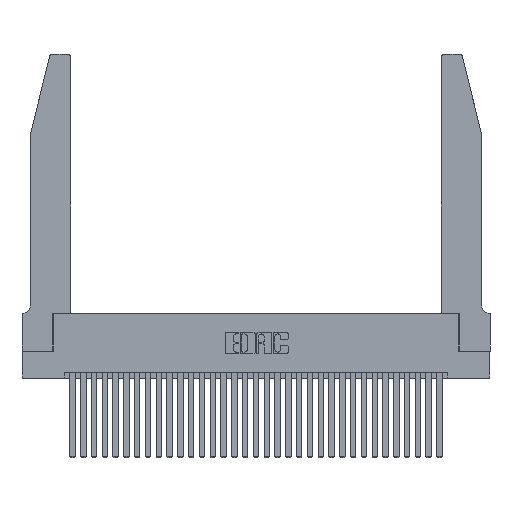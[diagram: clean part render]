
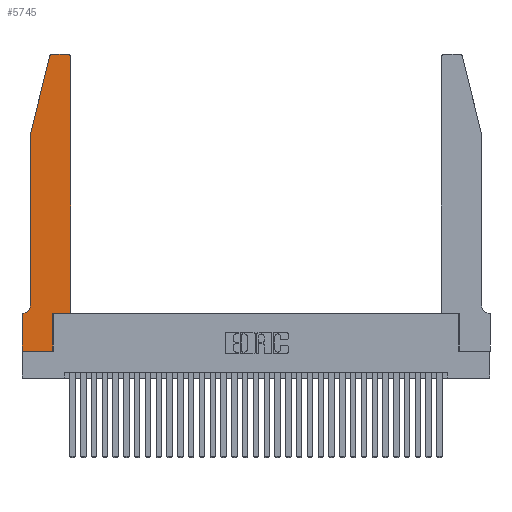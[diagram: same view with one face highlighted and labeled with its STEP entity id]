
A CAD part, top view. The second image highlights one B-rep face of the part: STEP entity #5745.
In plain terms, the highlighted planar face has unit normal (0, 0, 1).
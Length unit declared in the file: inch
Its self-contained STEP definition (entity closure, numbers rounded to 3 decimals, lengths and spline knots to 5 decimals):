
#610 = LINE ( 'NONE', #24235, #5783 ) ;
#982 = VERTEX_POINT ( 'NONE', #19034 ) ;
#1658 = CARTESIAN_POINT ( 'NONE',  ( 0., 0., 0.37 ) ) ;
#2175 = VERTEX_POINT ( 'NONE', #19711 ) ;
#2297 = EDGE_CURVE ( 'NONE', #982, #19419, #11254, .T. ) ;
#2809 = DIRECTION ( 'NONE',  ( 1., 0., 0. ) ) ;
#3069 = VECTOR ( 'NONE', #19135, 39.37008 ) ;
#3376 = CARTESIAN_POINT ( 'NONE',  ( 0.25487, 2.72718, 0.37 ) ) ;
#4110 = VERTEX_POINT ( 'NONE', #6462 ) ;
#4229 = DIRECTION ( 'NONE',  ( 0., -1., 0. ) ) ;
#4657 = LINE ( 'NONE', #24719, #5444 ) ;
#4999 = LINE ( 'NONE', #20150, #25702 ) ;
#5114 = ORIENTED_EDGE ( 'NONE', *, *, #9186, .T. ) ;
#5170 = CARTESIAN_POINT ( 'NONE',  ( 0.284, 2.75, 0.37 ) ) ;
#5292 = EDGE_CURVE ( 'NONE', #9565, #10200, #29121, .T. ) ;
#5373 = VERTEX_POINT ( 'NONE', #26762 ) ;
#5444 = VECTOR ( 'NONE', #9492, 39.37008 ) ;
#5745 = ADVANCED_FACE ( 'NONE', ( #21522 ), #28512, .T. ) ;
#5783 = VECTOR ( 'NONE', #23910, 39.37008 ) ;
#6462 = CARTESIAN_POINT ( 'NONE',  ( 0., 0.35, 0.37 ) ) ;
#6680 = CARTESIAN_POINT ( 'NONE',  ( 0.0755, 0.42, 0.37 ) ) ;
#6825 = CARTESIAN_POINT ( 'NONE',  ( 0., 0., 0.37 ) ) ;
#7327 = VERTEX_POINT ( 'NONE', #31588 ) ;
#7764 = EDGE_CURVE ( 'NONE', #5373, #7327, #30609, .T. ) ;
#7797 = CARTESIAN_POINT ( 'NONE',  ( 0., 0.35, 0.37 ) ) ;
#8287 = DIRECTION ( 'NONE',  ( -1., 0., 0. ) ) ;
#8328 = EDGE_CURVE ( 'NONE', #30650, #5373, #31385, .T. ) ;
#8521 = ORIENTED_EDGE ( 'NONE', *, *, #8877, .T. ) ;
#8589 = CARTESIAN_POINT ( 'NONE',  ( 0.284, 2.72, 0.37 ) ) ;
#8716 = ORIENTED_EDGE ( 'NONE', *, *, #8328, .T. ) ;
#8877 = EDGE_CURVE ( 'NONE', #2175, #9565, #4999, .T. ) ;
#8920 = EDGE_CURVE ( 'NONE', #10200, #4110, #23332, .T. ) ;
#9186 = EDGE_CURVE ( 'NONE', #7327, #32790, #610, .T. ) ;
#9241 = ORIENTED_EDGE ( 'NONE', *, *, #2297, .T. ) ;
#9348 = DIRECTION ( 'NONE',  ( 1., 0., 0. ) ) ;
#9358 = DIRECTION ( 'NONE',  ( 0., 1., 0. ) ) ;
#9462 = CARTESIAN_POINT ( 'NONE',  ( 0.2865, 0.35, 0.37 ) ) ;
#9492 = DIRECTION ( 'NONE',  ( -1., 0., 0. ) ) ;
#9559 = EDGE_CURVE ( 'NONE', #4110, #30650, #23686, .T. ) ;
#9565 = VERTEX_POINT ( 'NONE', #6680 ) ;
#9788 = VECTOR ( 'NONE', #8287, 39.37008 ) ;
#9832 = ORIENTED_EDGE ( 'NONE', *, *, #28824, .T. ) ;
#10200 = VERTEX_POINT ( 'NONE', #28886 ) ;
#10555 = CIRCLE ( 'NONE', #31846, 0.03 ) ;
#11254 = CIRCLE ( 'NONE', #22533, 0.03 ) ;
#12423 = DIRECTION ( 'NONE',  ( -0.239, -0.971, 0. ) ) ;
#12502 = EDGE_CURVE ( 'NONE', #32790, #982, #22967, .T. ) ;
#12937 = DIRECTION ( 'NONE',  ( 0., 0., 1. ) ) ;
#13736 = DIRECTION ( 'NONE',  ( 1., 0., 0. ) ) ;
#15236 = DIRECTION ( 'NONE',  ( -1., 0., 0. ) ) ;
#16186 = VECTOR ( 'NONE', #17165, 39.37008 ) ;
#16213 = CARTESIAN_POINT ( 'NONE',  ( 0.4205, 2.75, 0.37 ) ) ;
#17044 = ORIENTED_EDGE ( 'NONE', *, *, #7764, .T. ) ;
#17165 = DIRECTION ( 'NONE',  ( 0., 1., 0. ) ) ;
#17547 = LINE ( 'NONE', #20327, #26707 ) ;
#17957 = DIRECTION ( 'NONE',  ( 0., 0., 1. ) ) ;
#18320 = CARTESIAN_POINT ( 'NONE',  ( 0.0755, 0.35, 0.37 ) ) ;
#18509 = VECTOR ( 'NONE', #4229, 39.37008 ) ;
#19034 = CARTESIAN_POINT ( 'NONE',  ( 0.4505, 2.72, 0.37 ) ) ;
#19122 = ORIENTED_EDGE ( 'NONE', *, *, #12502, .T. ) ;
#19135 = DIRECTION ( 'NONE',  ( 1., 0., 0. ) ) ;
#19419 = VERTEX_POINT ( 'NONE', #16213 ) ;
#19711 = CARTESIAN_POINT ( 'NONE',  ( 0.0755, 2., 0.37 ) ) ;
#19963 = CARTESIAN_POINT ( 'NONE',  ( 0.0055, 0.42, 0.37 ) ) ;
#20150 = CARTESIAN_POINT ( 'NONE',  ( 0.0755, 2., 0.37 ) ) ;
#20237 = AXIS2_PLACEMENT_3D ( 'NONE', #19963, #32559, #15236 ) ;
#20327 = CARTESIAN_POINT ( 'NONE',  ( 0.0755, 2., 0.37 ) ) ;
#20706 = CARTESIAN_POINT ( 'NONE',  ( 0., 0., 0.37 ) ) ;
#21522 = FACE_OUTER_BOUND ( 'NONE', #31122, .T. ) ;
#22533 = AXIS2_PLACEMENT_3D ( 'NONE', #23079, #17957, #2809 ) ;
#22578 = AXIS2_PLACEMENT_3D ( 'NONE', #7797, #12937, #9348 ) ;
#22967 = LINE ( 'NONE', #29234, #16186 ) ;
#23079 = CARTESIAN_POINT ( 'NONE',  ( 0.4205, 2.72, 0.37 ) ) ;
#23332 = LINE ( 'NONE', #18320, #9788 ) ;
#23686 = LINE ( 'NONE', #1658, #18509 ) ;
#23910 = DIRECTION ( 'NONE',  ( 1., 0., 0. ) ) ;
#24135 = EDGE_CURVE ( 'NONE', #19419, #26799, #4657, .T. ) ;
#24235 = CARTESIAN_POINT ( 'NONE',  ( 0.4505, 0.35, 0.37 ) ) ;
#24646 = ORIENTED_EDGE ( 'NONE', *, *, #5292, .T. ) ;
#24719 = CARTESIAN_POINT ( 'NONE',  ( 0.2605, 2.75, 0.37 ) ) ;
#25325 = CARTESIAN_POINT ( 'NONE',  ( 0.4505, 0.35, 0.37 ) ) ;
#25358 = DIRECTION ( 'NONE',  ( 0., -1., 0. ) ) ;
#25702 = VECTOR ( 'NONE', #25358, 39.37008 ) ;
#25711 = EDGE_CURVE ( 'NONE', #26799, #31955, #10555, .T. ) ;
#26387 = DIRECTION ( 'NONE',  ( 0., 0., 1. ) ) ;
#26707 = VECTOR ( 'NONE', #12423, 39.37008 ) ;
#26762 = CARTESIAN_POINT ( 'NONE',  ( 0.2865, 0., 0.37 ) ) ;
#26799 = VERTEX_POINT ( 'NONE', #5170 ) ;
#28188 = VECTOR ( 'NONE', #9358, 39.37008 ) ;
#28512 = PLANE ( 'NONE',  #22578 ) ;
#28824 = EDGE_CURVE ( 'NONE', #31955, #2175, #17547, .T. ) ;
#28886 = CARTESIAN_POINT ( 'NONE',  ( 0.0055, 0.35, 0.37 ) ) ;
#29121 = CIRCLE ( 'NONE', #20237, 0.07 ) ;
#29168 = ORIENTED_EDGE ( 'NONE', *, *, #9559, .T. ) ;
#29234 = CARTESIAN_POINT ( 'NONE',  ( 0.4505, 0.35, 0.37 ) ) ;
#30609 = LINE ( 'NONE', #9462, #28188 ) ;
#30650 = VERTEX_POINT ( 'NONE', #20706 ) ;
#30905 = ORIENTED_EDGE ( 'NONE', *, *, #24135, .T. ) ;
#31122 = EDGE_LOOP ( 'NONE', ( #30905, #31630, #9832, #8521, #24646, #32682, #29168, #8716, #17044, #5114, #19122, #9241 ) ) ;
#31385 = LINE ( 'NONE', #6825, #3069 ) ;
#31588 = CARTESIAN_POINT ( 'NONE',  ( 0.2865, 0.35, 0.37 ) ) ;
#31630 = ORIENTED_EDGE ( 'NONE', *, *, #25711, .T. ) ;
#31846 = AXIS2_PLACEMENT_3D ( 'NONE', #8589, #26387, #13736 ) ;
#31955 = VERTEX_POINT ( 'NONE', #3376 ) ;
#32559 = DIRECTION ( 'NONE',  ( 0., 0., -1. ) ) ;
#32682 = ORIENTED_EDGE ( 'NONE', *, *, #8920, .T. ) ;
#32790 = VERTEX_POINT ( 'NONE', #25325 ) ;
